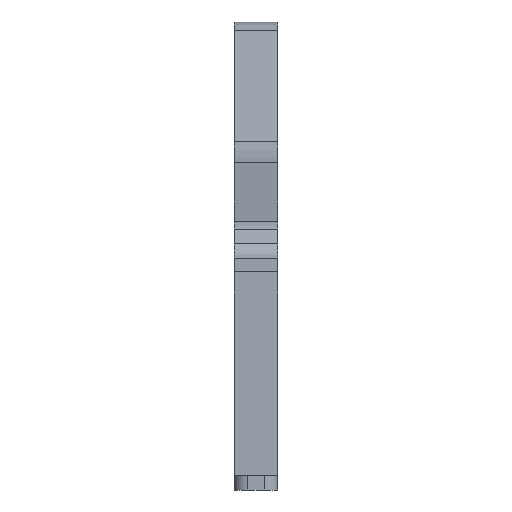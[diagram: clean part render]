
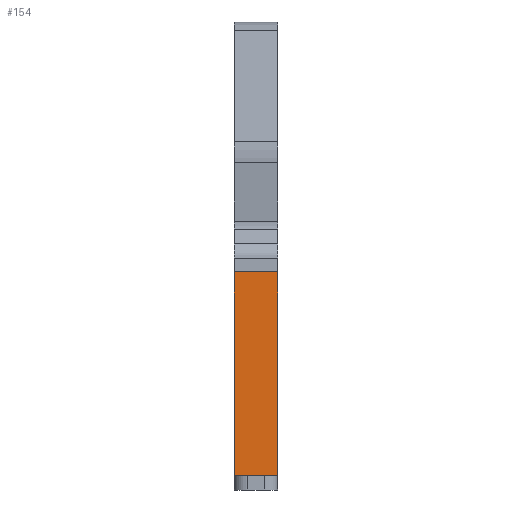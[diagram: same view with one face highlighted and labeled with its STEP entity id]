
A CAD part, front view. The second image highlights one B-rep face of the part: STEP entity #154.
In plain terms, the highlighted planar face has unit normal (0, -1, 0).
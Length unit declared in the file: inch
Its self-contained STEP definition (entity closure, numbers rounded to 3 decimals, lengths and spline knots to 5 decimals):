
#15 = VECTOR ( 'NONE', #32, 39.37008 ) ;
#32 = DIRECTION ( 'NONE',  ( 0., 0., -1. ) ) ;
#36 = DIRECTION ( 'NONE',  ( -1., 0., 0. ) ) ;
#154 = ADVANCED_FACE ( 'NONE', ( #1613 ), #180, .F. ) ;
#180 = PLANE ( 'NONE',  #1743 ) ;
#245 = VERTEX_POINT ( 'NONE', #3394 ) ;
#447 = VECTOR ( 'NONE', #1538, 39.37008 ) ;
#664 = EDGE_LOOP ( 'NONE', ( #3183, #2919, #811, #2605 ) ) ;
#759 = LINE ( 'NONE', #826, #3683 ) ;
#811 = ORIENTED_EDGE ( 'NONE', *, *, #1635, .F. ) ;
#818 = VERTEX_POINT ( 'NONE', #1468 ) ;
#826 = CARTESIAN_POINT ( 'NONE',  ( -1.45, -6.075, 0. ) ) ;
#936 = CARTESIAN_POINT ( 'NONE',  ( -1.825, -6.075, 0. ) ) ;
#950 = LINE ( 'NONE', #2100, #447 ) ;
#1000 = EDGE_CURVE ( 'NONE', #2060, #2649, #1806, .T. ) ;
#1105 = VECTOR ( 'NONE', #36, 39.37008 ) ;
#1126 = CARTESIAN_POINT ( 'NONE',  ( -1.45, -6.075, 0. ) ) ;
#1411 = LINE ( 'NONE', #1126, #1105 ) ;
#1468 = CARTESIAN_POINT ( 'NONE',  ( -1.45, -6.075, 1.75 ) ) ;
#1538 = DIRECTION ( 'NONE',  ( -1., 0., 0. ) ) ;
#1613 = FACE_OUTER_BOUND ( 'NONE', #664, .T. ) ;
#1635 = EDGE_CURVE ( 'NONE', #818, #245, #759, .T. ) ;
#1743 = AXIS2_PLACEMENT_3D ( 'NONE', #2748, #3534, #2096 ) ;
#1806 = LINE ( 'NONE', #936, #15 ) ;
#1854 = CARTESIAN_POINT ( 'NONE',  ( -1.825, -6.075, 0. ) ) ;
#2060 = VERTEX_POINT ( 'NONE', #2307 ) ;
#2096 = DIRECTION ( 'NONE',  ( 0., 0., 1. ) ) ;
#2100 = CARTESIAN_POINT ( 'NONE',  ( -1.45, -6.075, 1.75 ) ) ;
#2307 = CARTESIAN_POINT ( 'NONE',  ( -1.825, -6.075, 1.75 ) ) ;
#2324 = EDGE_CURVE ( 'NONE', #818, #2060, #950, .T. ) ;
#2492 = EDGE_CURVE ( 'NONE', #245, #2649, #1411, .T. ) ;
#2511 = DIRECTION ( 'NONE',  ( 0., 0., -1. ) ) ;
#2605 = ORIENTED_EDGE ( 'NONE', *, *, #2324, .T. ) ;
#2649 = VERTEX_POINT ( 'NONE', #1854 ) ;
#2748 = CARTESIAN_POINT ( 'NONE',  ( -1.45, -6.075, 0. ) ) ;
#2919 = ORIENTED_EDGE ( 'NONE', *, *, #2492, .F. ) ;
#3183 = ORIENTED_EDGE ( 'NONE', *, *, #1000, .T. ) ;
#3394 = CARTESIAN_POINT ( 'NONE',  ( -1.45, -6.075, 0. ) ) ;
#3534 = DIRECTION ( 'NONE',  ( 0., 1., 0. ) ) ;
#3683 = VECTOR ( 'NONE', #2511, 39.37008 ) ;
